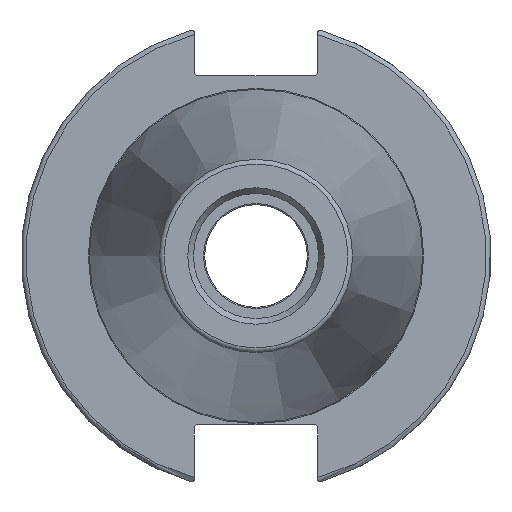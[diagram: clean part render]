
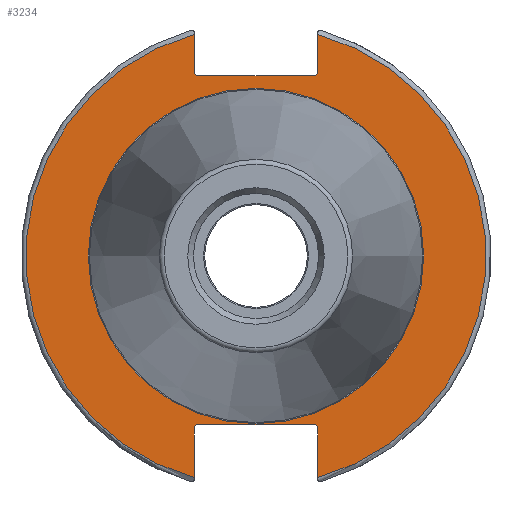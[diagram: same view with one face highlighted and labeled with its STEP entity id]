
A CAD part, left-side view. The second image highlights one B-rep face of the part: STEP entity #3234.
In plain terms, the highlighted planar face has unit normal (-1, 0, 0).
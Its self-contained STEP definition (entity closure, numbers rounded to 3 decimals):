
#143=FACE_BOUND('',#510,.T.);
#161=PLANE('',#3543);
#319=FACE_OUTER_BOUND('',#509,.T.);
#509=EDGE_LOOP('',(#2274,#2275,#2276,#2277,#2278,#2279,#2280,#2281,#2282,
#2283,#2284,#2285));
#510=EDGE_LOOP('',(#2286,#2287));
#691=LINE('',#4935,#902);
#692=LINE('',#4937,#903);
#693=LINE('',#4939,#904);
#694=LINE('',#4941,#905);
#695=LINE('',#4943,#906);
#696=LINE('',#4947,#907);
#697=LINE('',#4949,#908);
#698=LINE('',#4951,#909);
#699=LINE('',#4953,#910);
#700=LINE('',#4954,#911);
#902=VECTOR('',#4006,10.);
#903=VECTOR('',#4007,10.);
#904=VECTOR('',#4008,10.);
#905=VECTOR('',#4009,10.);
#906=VECTOR('',#4010,10.);
#907=VECTOR('',#4013,10.);
#908=VECTOR('',#4014,10.);
#909=VECTOR('',#4015,10.);
#910=VECTOR('',#4016,10.);
#911=VECTOR('',#4017,10.);
#1151=CIRCLE('',#3539,35.125);
#1152=CIRCLE('',#3540,35.125);
#1155=CIRCLE('',#3544,48.213);
#1156=CIRCLE('',#3545,48.213);
#1340=VERTEX_POINT('',#4922);
#1341=VERTEX_POINT('',#4924);
#1343=VERTEX_POINT('',#4931);
#1344=VERTEX_POINT('',#4932);
#1345=VERTEX_POINT('',#4934);
#1346=VERTEX_POINT('',#4936);
#1347=VERTEX_POINT('',#4938);
#1348=VERTEX_POINT('',#4940);
#1349=VERTEX_POINT('',#4942);
#1350=VERTEX_POINT('',#4944);
#1351=VERTEX_POINT('',#4946);
#1352=VERTEX_POINT('',#4948);
#1353=VERTEX_POINT('',#4950);
#1354=VERTEX_POINT('',#4952);
#1701=EDGE_CURVE('',#1340,#1341,#1151,.T.);
#1702=EDGE_CURVE('',#1341,#1340,#1152,.T.);
#1705=EDGE_CURVE('',#1343,#1344,#1155,.T.);
#1706=EDGE_CURVE('',#1343,#1345,#691,.T.);
#1707=EDGE_CURVE('',#1346,#1345,#692,.T.);
#1708=EDGE_CURVE('',#1346,#1347,#693,.T.);
#1709=EDGE_CURVE('',#1348,#1347,#694,.T.);
#1710=EDGE_CURVE('',#1348,#1349,#695,.T.);
#1711=EDGE_CURVE('',#1350,#1349,#1156,.T.);
#1712=EDGE_CURVE('',#1350,#1351,#696,.T.);
#1713=EDGE_CURVE('',#1352,#1351,#697,.T.);
#1714=EDGE_CURVE('',#1352,#1353,#698,.T.);
#1715=EDGE_CURVE('',#1354,#1353,#699,.T.);
#1716=EDGE_CURVE('',#1354,#1344,#700,.T.);
#2274=ORIENTED_EDGE('',*,*,#1705,.F.);
#2275=ORIENTED_EDGE('',*,*,#1706,.T.);
#2276=ORIENTED_EDGE('',*,*,#1707,.F.);
#2277=ORIENTED_EDGE('',*,*,#1708,.T.);
#2278=ORIENTED_EDGE('',*,*,#1709,.F.);
#2279=ORIENTED_EDGE('',*,*,#1710,.T.);
#2280=ORIENTED_EDGE('',*,*,#1711,.F.);
#2281=ORIENTED_EDGE('',*,*,#1712,.T.);
#2282=ORIENTED_EDGE('',*,*,#1713,.F.);
#2283=ORIENTED_EDGE('',*,*,#1714,.T.);
#2284=ORIENTED_EDGE('',*,*,#1715,.F.);
#2285=ORIENTED_EDGE('',*,*,#1716,.T.);
#2286=ORIENTED_EDGE('',*,*,#1702,.F.);
#2287=ORIENTED_EDGE('',*,*,#1701,.F.);
#3234=ADVANCED_FACE('',(#319,#143),#161,.T.);
#3539=AXIS2_PLACEMENT_3D('',#4925,#3994,#3995);
#3540=AXIS2_PLACEMENT_3D('',#4926,#3996,#3997);
#3543=AXIS2_PLACEMENT_3D('',#4930,#4002,#4003);
#3544=AXIS2_PLACEMENT_3D('',#4933,#4004,#4005);
#3545=AXIS2_PLACEMENT_3D('',#4945,#4011,#4012);
#3994=DIRECTION('center_axis',(-1.,0.,0.));
#3995=DIRECTION('ref_axis',(0.,-1.,0.));
#3996=DIRECTION('center_axis',(-1.,0.,0.));
#3997=DIRECTION('ref_axis',(0.,-1.,0.));
#4002=DIRECTION('center_axis',(-1.,0.,0.));
#4003=DIRECTION('ref_axis',(0.,0.,1.));
#4004=DIRECTION('center_axis',(1.,0.,0.));
#4005=DIRECTION('ref_axis',(0.,-1.,0.));
#4006=DIRECTION('',(0.,0.,-1.));
#4007=DIRECTION('',(0.,-0.707,0.707));
#4008=DIRECTION('',(0.,1.,0.));
#4009=DIRECTION('',(0.,-0.707,-0.707));
#4010=DIRECTION('',(0.,0.,1.));
#4011=DIRECTION('center_axis',(1.,0.,0.));
#4012=DIRECTION('ref_axis',(0.,1.,0.));
#4013=DIRECTION('',(0.,0.,1.));
#4014=DIRECTION('',(0.,0.707,-0.707));
#4015=DIRECTION('',(0.,-1.,0.));
#4016=DIRECTION('',(0.,0.707,0.707));
#4017=DIRECTION('',(0.,0.,-1.));
#4922=CARTESIAN_POINT('',(3.175,0.,35.125));
#4924=CARTESIAN_POINT('',(3.175,35.125,0.));
#4925=CARTESIAN_POINT('Origin',(3.175,0.,0.));
#4926=CARTESIAN_POINT('Origin',(3.175,0.,0.));
#4930=CARTESIAN_POINT('Origin',(3.175,49.213,0.));
#4931=CARTESIAN_POINT('',(3.175,-12.95,46.441));
#4932=CARTESIAN_POINT('',(3.175,-12.95,-46.441));
#4933=CARTESIAN_POINT('Origin',(3.175,0.,0.));
#4934=CARTESIAN_POINT('',(3.175,-12.95,38.219));
#4935=CARTESIAN_POINT('',(3.175,-12.95,18.86));
#4936=CARTESIAN_POINT('',(3.175,-12.45,37.719));
#4937=CARTESIAN_POINT('',(3.175,12.27,12.999));
#4938=CARTESIAN_POINT('',(3.175,12.45,37.719));
#4939=CARTESIAN_POINT('',(3.175,24.606,37.719));
#4940=CARTESIAN_POINT('',(3.175,12.95,38.219));
#4941=CARTESIAN_POINT('',(3.175,12.336,37.605));
#4942=CARTESIAN_POINT('',(3.175,12.95,46.441));
#4943=CARTESIAN_POINT('',(3.175,12.95,18.86));
#4944=CARTESIAN_POINT('',(3.175,12.95,-46.441));
#4945=CARTESIAN_POINT('Origin',(3.175,0.,0.));
#4946=CARTESIAN_POINT('',(3.175,12.95,-35.806));
#4947=CARTESIAN_POINT('',(3.175,12.95,-17.653));
#4948=CARTESIAN_POINT('',(3.175,12.45,-35.306));
#4949=CARTESIAN_POINT('',(3.175,12.939,-35.795));
#4950=CARTESIAN_POINT('',(3.175,-12.45,-35.306));
#4951=CARTESIAN_POINT('',(3.175,24.606,-35.306));
#4952=CARTESIAN_POINT('',(3.175,-12.95,-35.806));
#4953=CARTESIAN_POINT('',(3.175,11.667,-11.189));
#4954=CARTESIAN_POINT('',(3.175,-12.95,-17.653));
